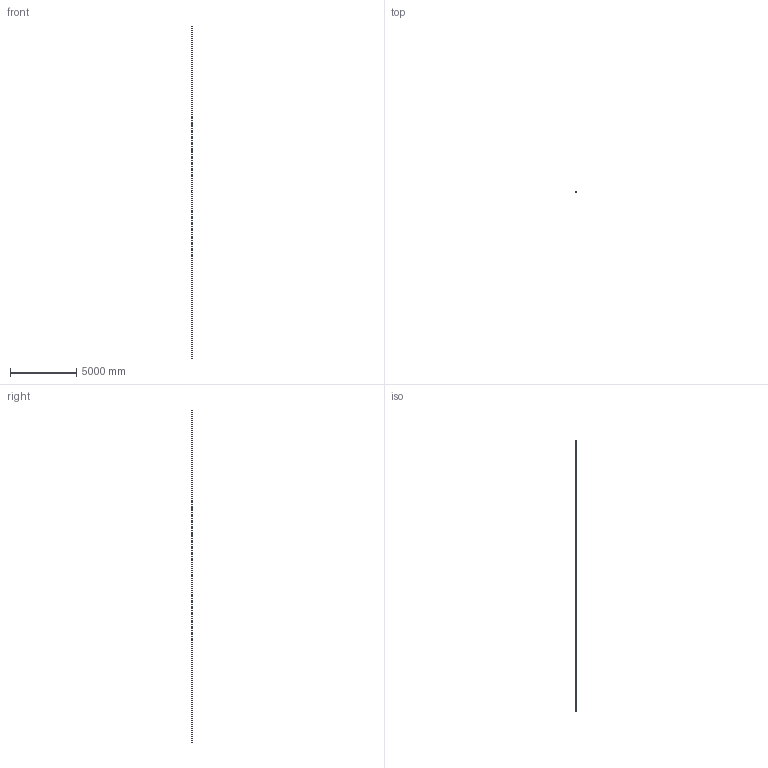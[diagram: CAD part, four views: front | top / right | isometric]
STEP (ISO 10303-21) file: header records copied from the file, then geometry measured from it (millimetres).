
FILE_DESCRIPTION (( 'STEP AP203' ), '1' );
FILE_NAME ('80501-GU-ADMK-25M.step', '2022-07-11T12:26:19', ( '' ), ( '' ), 'SwSTEP 2.0', 'SolidWorks 2018', '' );
FILE_SCHEMA (( 'CONFIG_CONTROL_DESIGN' ));
Length unit declared in the file: millimetre
Products named in the file (1): 80501-GU-ADMK-25M
Bounding box: 9.1 x 25.1 x 25000 mm (x, y, z)
Volume: 3418193.5 mm3; surface area: 1700239.4 mm2
Topology: 1 solids, 1 shells, 406 faces, 1107 edges, 738 vertices
Faces by surface type: plane 234, bspline 148, cylinder 24
Entity records: 20476 total; most frequent: CARTESIAN_POINT 11088, ORIENTED_EDGE 2214, DIRECTION 1377, EDGE_CURVE 1107, LINE 763, VECTOR 763, VERTEX_POINT 738, EDGE_LOOP 441
